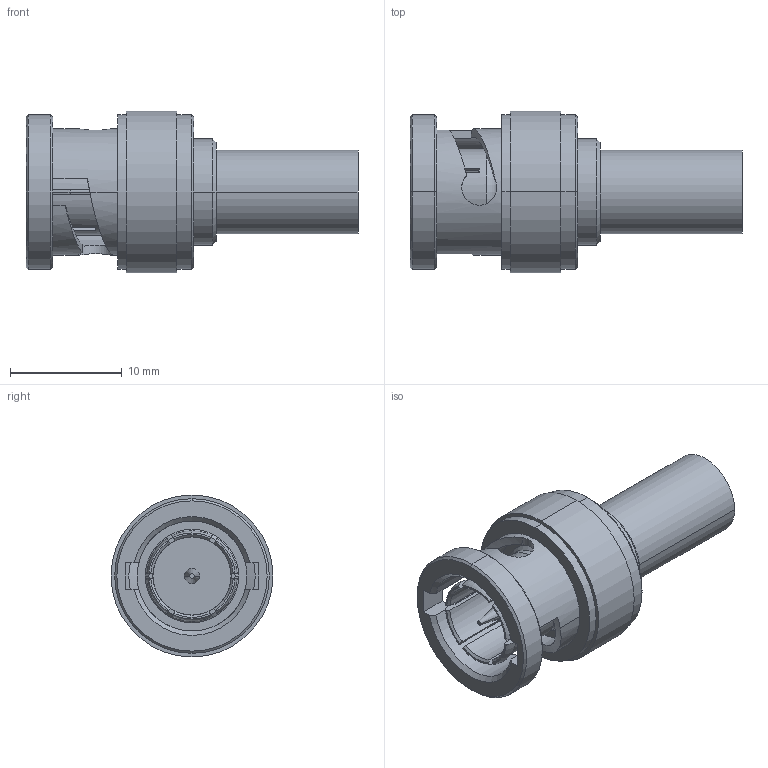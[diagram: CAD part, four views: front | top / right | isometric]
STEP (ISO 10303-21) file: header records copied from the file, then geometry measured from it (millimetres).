
FILE_DESCRIPTION((''),'2;1');
FILE_NAME('B1121A1-ND3G-62AU-75S_SW0001','2018-05-16T',('Krishnaprasath'),(''),'CREO PARAMETRIC BY PTC INC, 2017020','CREO PARAMETRIC BY PTC INC, 2017020','');
FILE_SCHEMA(('CONFIG_CONTROL_DESIGN'));
Length unit declared in the file: inch
Products named in the file (1): B1121A1-ND3G-62AU-75S_SW0001
Bounding box: 29.7 x 14.48 x 14.48 mm (x, y, z)
Volume: 1856.4 mm3; surface area: 2345.9 mm2
Topology: 1 solids, 1 shells, 129 faces, 318 edges, 204 vertices
Faces by surface type: plane 47, cylinder 42, cone 26, torus 10, bspline 4
Entity records: 4454 total; most frequent: CARTESIAN_POINT 1341, DIRECTION 650, ORIENTED_EDGE 636, EDGE_CURVE 318, AXIS2_PLACEMENT_3D 261, VERTEX_POINT 204, EDGE_LOOP 146, CIRCLE 136
